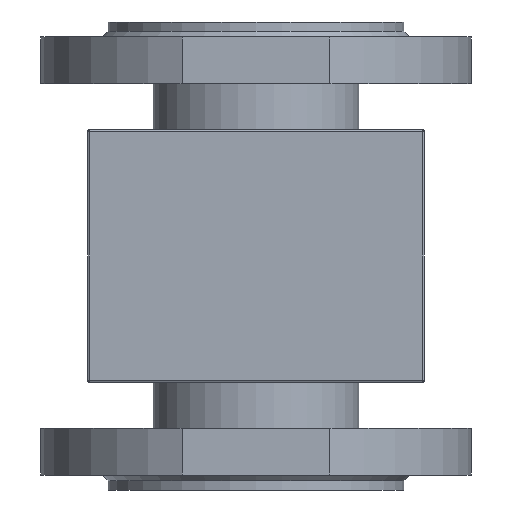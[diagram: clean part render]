
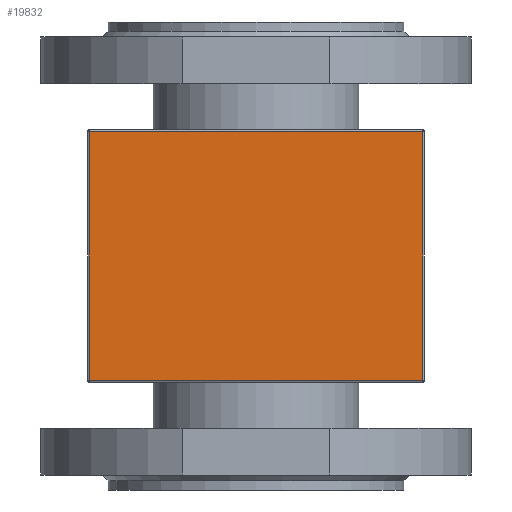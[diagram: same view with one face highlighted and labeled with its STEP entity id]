
A CAD part, front view. The second image highlights one B-rep face of the part: STEP entity #19832.
In plain terms, the highlighted planar face has unit normal (0, -1, 0).
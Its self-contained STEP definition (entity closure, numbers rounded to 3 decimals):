
#54 = EDGE_CURVE ( 'NONE', #17397, #23269, #1544, .T. ) ;
#305 = EDGE_LOOP ( 'NONE', ( #5044, #33147, #15348, #18098 ) ) ;
#600 = CARTESIAN_POINT ( 'NONE',  ( -89., -88., -134. ) ) ;
#864 = VECTOR ( 'NONE', #30991, 1000. ) ;
#1544 = LINE ( 'NONE', #9364, #8390 ) ;
#1861 = PLANE ( 'NONE',  #14801 ) ;
#5044 = ORIENTED_EDGE ( 'NONE', *, *, #9823, .T. ) ;
#5222 = VERTEX_POINT ( 'NONE', #600 ) ;
#6170 = FACE_OUTER_BOUND ( 'NONE', #305, .T. ) ;
#7022 = DIRECTION ( 'NONE',  ( 0., -1., 0. ) ) ;
#7474 = CARTESIAN_POINT ( 'NONE',  ( -89., -88., -135. ) ) ;
#8289 = LINE ( 'NONE', #28151, #33148 ) ;
#8390 = VECTOR ( 'NONE', #9253, 1000. ) ;
#9253 = DIRECTION ( 'NONE',  ( -1., 0., 0. ) ) ;
#9364 = CARTESIAN_POINT ( 'NONE',  ( -90., -88., -1. ) ) ;
#9426 = CARTESIAN_POINT ( 'NONE',  ( 89., -88., -134. ) ) ;
#9823 = EDGE_CURVE ( 'NONE', #23269, #5222, #18153, .T. ) ;
#11760 = VERTEX_POINT ( 'NONE', #9426 ) ;
#14801 = AXIS2_PLACEMENT_3D ( 'NONE', #19785, #7022, #24943 ) ;
#15348 = ORIENTED_EDGE ( 'NONE', *, *, #21029, .T. ) ;
#15362 = CARTESIAN_POINT ( 'NONE',  ( 89., -88., -1. ) ) ;
#15637 = CARTESIAN_POINT ( 'NONE',  ( 89., -88., -135. ) ) ;
#15874 = CARTESIAN_POINT ( 'NONE',  ( -89., -88., -1. ) ) ;
#16915 = EDGE_CURVE ( 'NONE', #5222, #11760, #8289, .T. ) ;
#17397 = VERTEX_POINT ( 'NONE', #15362 ) ;
#18098 = ORIENTED_EDGE ( 'NONE', *, *, #54, .T. ) ;
#18153 = LINE ( 'NONE', #7474, #24148 ) ;
#19785 = CARTESIAN_POINT ( 'NONE',  ( -90., -88., -135. ) ) ;
#19832 = ADVANCED_FACE ( 'NONE', ( #6170 ), #1861, .T. ) ;
#21029 = EDGE_CURVE ( 'NONE', #11760, #17397, #27325, .T. ) ;
#23269 = VERTEX_POINT ( 'NONE', #15874 ) ;
#24148 = VECTOR ( 'NONE', #25386, 1000. ) ;
#24943 = DIRECTION ( 'NONE',  ( 0., 0., -1. ) ) ;
#25386 = DIRECTION ( 'NONE',  ( 0., 0., -1. ) ) ;
#27325 = LINE ( 'NONE', #15637, #864 ) ;
#28151 = CARTESIAN_POINT ( 'NONE',  ( -90., -88., -134. ) ) ;
#30991 = DIRECTION ( 'NONE',  ( 0., 0., 1. ) ) ;
#33110 = DIRECTION ( 'NONE',  ( 1., 0., 0. ) ) ;
#33147 = ORIENTED_EDGE ( 'NONE', *, *, #16915, .T. ) ;
#33148 = VECTOR ( 'NONE', #33110, 1000. ) ;
